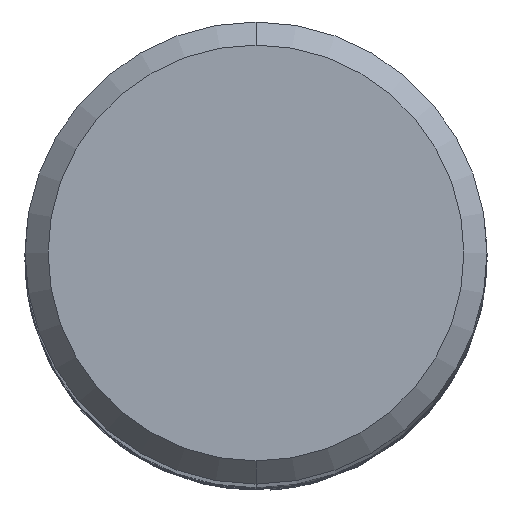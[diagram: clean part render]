
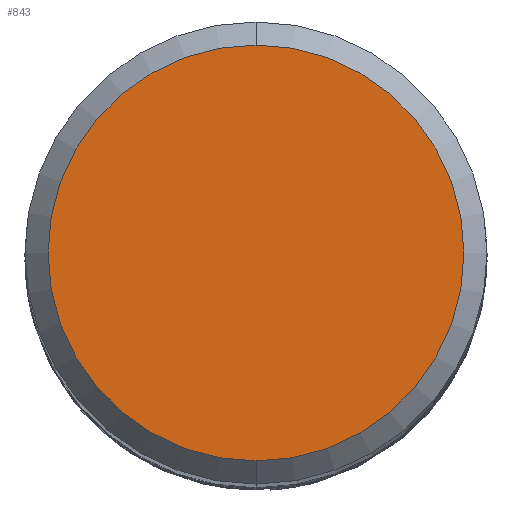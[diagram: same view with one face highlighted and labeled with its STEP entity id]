
A CAD part, top view. The second image highlights one B-rep face of the part: STEP entity #843.
In plain terms, the highlighted planar face has unit normal (0, 0, 1).
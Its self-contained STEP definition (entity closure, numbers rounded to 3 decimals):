
#843=ADVANCED_FACE('',(#2064),#2065,.T.);
#873=EDGE_CURVE('',#1299,#1223,#2098,.T.);
#1101=EDGE_CURVE('',#1223,#1299,#2345,.T.);
#1223=VERTEX_POINT('',#2475);
#1299=VERTEX_POINT('',#2560);
#2064=FACE_OUTER_BOUND('',#7106,.T.);
#2065=PLANE('',#7107);
#2098=CIRCLE('',#7753,4.5);
#2345=CIRCLE('',#12336,4.5);
#2475=CARTESIAN_POINT('',(0.0,4.5,0.0));
#2560=CARTESIAN_POINT('',(0.,-4.5,0.0));
#7106=EDGE_LOOP('',(#22971,#22972));
#7107=AXIS2_PLACEMENT_3D('',#22973,#22974,#22975);
#7753=AXIS2_PLACEMENT_3D('',#23004,#23005,#23006);
#12336=AXIS2_PLACEMENT_3D('',#23229,#23230,#23231);
#22971=ORIENTED_EDGE('',*,*,#1101,.F.);
#22972=ORIENTED_EDGE('',*,*,#873,.F.);
#22973=CARTESIAN_POINT('',(0.0,2.25,0.0));
#22974=DIRECTION('',(-0.0,0.0,1.0));
#22975=DIRECTION('',(0.0,-1.0,0.0));
#23004=CARTESIAN_POINT('',(0.0,0.0,0.0));
#23005=DIRECTION('',(0.0,0.0,-1.0));
#23006=DIRECTION('',(0.0,1.0,0.0));
#23229=CARTESIAN_POINT('',(0.0,0.0,0.0));
#23230=DIRECTION('',(0.0,0.0,-1.0));
#23231=DIRECTION('',(0.0,1.0,0.0));
